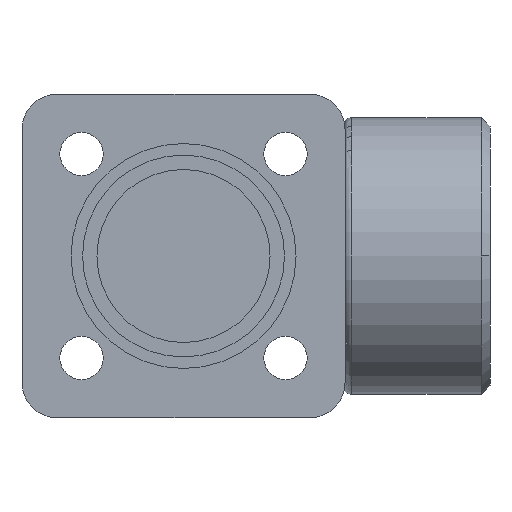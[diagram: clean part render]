
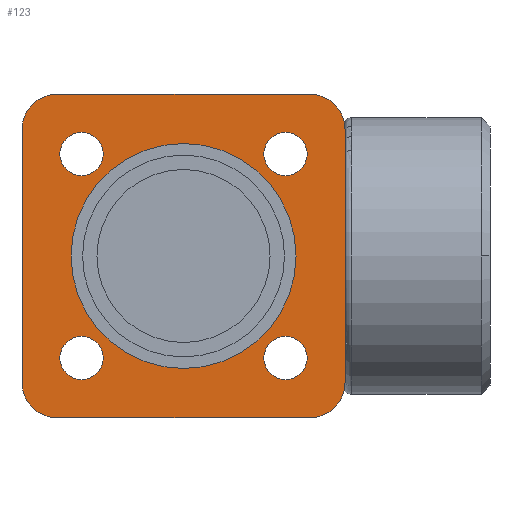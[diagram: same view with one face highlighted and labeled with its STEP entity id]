
A CAD part, front view. The second image highlights one B-rep face of the part: STEP entity #123.
In plain terms, the highlighted planar face has unit normal (0, -1, 0).
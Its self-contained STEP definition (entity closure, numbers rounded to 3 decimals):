
#123=ADVANCED_FACE('',(#236,#237,#238,#239,#240,#241),#242,.F.);
#236=FACE_BOUND('',#362,.T.);
#237=FACE_BOUND('',#363,.T.);
#238=FACE_BOUND('',#364,.T.);
#239=FACE_BOUND('',#365,.T.);
#240=FACE_BOUND('',#366,.T.);
#241=FACE_OUTER_BOUND('',#367,.T.);
#242=PLANE('',#368);
#362=EDGE_LOOP('',(#772,#773));
#363=EDGE_LOOP('',(#774,#775));
#364=EDGE_LOOP('',(#776,#777));
#365=EDGE_LOOP('',(#778,#779));
#366=EDGE_LOOP('',(#780,#781));
#367=EDGE_LOOP('',(#782,#783,#784,#785,#786,#787,#788,#789));
#368=AXIS2_PLACEMENT_3D('',#790,#791,#792);
#772=ORIENTED_EDGE('',*,*,#921,.T.);
#773=ORIENTED_EDGE('',*,*,#914,.T.);
#774=ORIENTED_EDGE('',*,*,#925,.T.);
#775=ORIENTED_EDGE('',*,*,#906,.T.);
#776=ORIENTED_EDGE('',*,*,#927,.T.);
#777=ORIENTED_EDGE('',*,*,#902,.T.);
#778=ORIENTED_EDGE('',*,*,#929,.T.);
#779=ORIENTED_EDGE('',*,*,#898,.T.);
#780=ORIENTED_EDGE('',*,*,#931,.T.);
#781=ORIENTED_EDGE('',*,*,#894,.T.);
#782=ORIENTED_EDGE('',*,*,#995,.T.);
#783=ORIENTED_EDGE('',*,*,#996,.F.);
#784=ORIENTED_EDGE('',*,*,#980,.T.);
#785=ORIENTED_EDGE('',*,*,#997,.F.);
#786=ORIENTED_EDGE('',*,*,#998,.F.);
#787=ORIENTED_EDGE('',*,*,#999,.F.);
#788=ORIENTED_EDGE('',*,*,#1000,.T.);
#789=ORIENTED_EDGE('',*,*,#1001,.F.);
#790=CARTESIAN_POINT('',(0.,0.0,0.0));
#791=DIRECTION('',(-0.0,1.0,0.));
#792=DIRECTION('',(1.0,0.0,0.0));
#894=EDGE_CURVE('',#1073,#1077,#1079,.T.);
#898=EDGE_CURVE('',#1081,#1085,#1087,.T.);
#902=EDGE_CURVE('',#1089,#1093,#1095,.T.);
#906=EDGE_CURVE('',#1097,#1101,#1103,.T.);
#914=EDGE_CURVE('',#1113,#1117,#1119,.T.);
#921=EDGE_CURVE('',#1117,#1113,#1130,.T.);
#925=EDGE_CURVE('',#1101,#1097,#1134,.T.);
#927=EDGE_CURVE('',#1093,#1089,#1136,.T.);
#929=EDGE_CURVE('',#1085,#1081,#1138,.T.);
#931=EDGE_CURVE('',#1077,#1073,#1140,.T.);
#980=EDGE_CURVE('',#1216,#1214,#1217,.T.);
#995=EDGE_CURVE('',#1240,#1241,#1242,.T.);
#996=EDGE_CURVE('',#1216,#1241,#1243,.T.);
#997=EDGE_CURVE('',#1244,#1214,#1245,.T.);
#998=EDGE_CURVE('',#1246,#1244,#1247,.T.);
#999=EDGE_CURVE('',#1248,#1246,#1249,.T.);
#1000=EDGE_CURVE('',#1248,#1250,#1251,.T.);
#1001=EDGE_CURVE('',#1240,#1250,#1252,.T.);
#1073=VERTEX_POINT('',#1464);
#1077=VERTEX_POINT('',#1469);
#1079=CIRCLE('',#1472,3.0);
#1081=VERTEX_POINT('',#1474);
#1085=VERTEX_POINT('',#1479);
#1087=CIRCLE('',#1482,3.0);
#1089=VERTEX_POINT('',#1484);
#1093=VERTEX_POINT('',#1489);
#1095=CIRCLE('',#1492,3.0);
#1097=VERTEX_POINT('',#1494);
#1101=VERTEX_POINT('',#1499);
#1103=CIRCLE('',#1502,3.0);
#1113=VERTEX_POINT('',#1514);
#1117=VERTEX_POINT('',#1519);
#1119=CIRCLE('',#1522,15.6);
#1130=CIRCLE('',#1535,15.6);
#1134=CIRCLE('',#1539,3.0);
#1136=CIRCLE('',#1541,3.0);
#1138=CIRCLE('',#1543,3.0);
#1140=CIRCLE('',#1545,3.0);
#1214=VERTEX_POINT('',#1736);
#1216=VERTEX_POINT('',#1739);
#1217=LINE('',#1740,#1741);
#1240=VERTEX_POINT('',#1774);
#1241=VERTEX_POINT('',#1775);
#1242=LINE('',#1776,#1777);
#1243=CIRCLE('',#1778,4.8);
#1244=VERTEX_POINT('',#1779);
#1245=CIRCLE('',#1780,4.8);
#1246=VERTEX_POINT('',#1781);
#1247=LINE('',#1782,#1783);
#1248=VERTEX_POINT('',#1784);
#1249=CIRCLE('',#1785,4.8);
#1250=VERTEX_POINT('',#1786);
#1251=LINE('',#1787,#1788);
#1252=CIRCLE('',#1789,4.8);
#1464=CARTESIAN_POINT('',(16.263,0.,-16.263));
#1469=CARTESIAN_POINT('',(12.021,0.,-12.021));
#1472=AXIS2_PLACEMENT_3D('',#1870,#1871,#1872);
#1474=CARTESIAN_POINT('',(-16.263,0.,-16.263));
#1479=CARTESIAN_POINT('',(-12.021,0.,-12.021));
#1482=AXIS2_PLACEMENT_3D('',#1878,#1879,#1880);
#1484=CARTESIAN_POINT('',(-16.263,0.,16.263));
#1489=CARTESIAN_POINT('',(-12.021,0.,12.021));
#1492=AXIS2_PLACEMENT_3D('',#1886,#1887,#1888);
#1494=CARTESIAN_POINT('',(16.263,0.,16.263));
#1499=CARTESIAN_POINT('',(12.021,0.,12.021));
#1502=AXIS2_PLACEMENT_3D('',#1894,#1895,#1896);
#1514=CARTESIAN_POINT('',(-15.6,0.,0.));
#1519=CARTESIAN_POINT('',(15.6,0.,0.));
#1522=AXIS2_PLACEMENT_3D('',#1910,#1911,#1912);
#1535=AXIS2_PLACEMENT_3D('',#1927,#1928,#1929);
#1539=AXIS2_PLACEMENT_3D('',#1939,#1940,#1941);
#1541=AXIS2_PLACEMENT_3D('',#1945,#1946,#1947);
#1543=AXIS2_PLACEMENT_3D('',#1951,#1952,#1953);
#1545=AXIS2_PLACEMENT_3D('',#1957,#1958,#1959);
#1736=CARTESIAN_POINT('',(22.4,0.,17.6));
#1739=CARTESIAN_POINT('',(22.4,0.,-17.6));
#1740=CARTESIAN_POINT('',(22.4,0.,-17.6));
#1741=VECTOR('',#2048,1.0);
#1774=CARTESIAN_POINT('',(-17.6,0.,-22.4));
#1775=CARTESIAN_POINT('',(17.6,0.,-22.4));
#1776=CARTESIAN_POINT('',(0.,0.,-22.4));
#1777=VECTOR('',#2071,1.0);
#1778=AXIS2_PLACEMENT_3D('',#2072,#2073,#2074);
#1779=CARTESIAN_POINT('',(17.6,0.,22.4));
#1780=AXIS2_PLACEMENT_3D('',#2075,#2076,#2077);
#1781=CARTESIAN_POINT('',(-17.6,0.,22.4));
#1782=CARTESIAN_POINT('',(0.,0.,22.4));
#1783=VECTOR('',#2078,1.0);
#1784=CARTESIAN_POINT('',(-22.4,0.,17.6));
#1785=AXIS2_PLACEMENT_3D('',#2079,#2080,#2081);
#1786=CARTESIAN_POINT('',(-22.4,0.,-17.6));
#1787=CARTESIAN_POINT('',(-22.4,0.,17.6));
#1788=VECTOR('',#2082,1.0);
#1789=AXIS2_PLACEMENT_3D('',#2083,#2084,#2085);
#1870=CARTESIAN_POINT('',(14.142,0.0,-14.142));
#1871=DIRECTION('',(0.0,1.0,0.));
#1872=DIRECTION('',(0.707,0.,-0.707));
#1878=CARTESIAN_POINT('',(-14.142,0.0,-14.142));
#1879=DIRECTION('',(0.0,1.0,0.));
#1880=DIRECTION('',(-0.707,0.,-0.707));
#1886=CARTESIAN_POINT('',(-14.142,0.0,14.142));
#1887=DIRECTION('',(0.0,1.0,0.));
#1888=DIRECTION('',(-0.707,0.,0.707));
#1894=CARTESIAN_POINT('',(14.142,0.0,14.142));
#1895=DIRECTION('',(0.0,1.0,0.));
#1896=DIRECTION('',(0.707,0.,0.707));
#1910=CARTESIAN_POINT('',(0.0,0.0,0.0));
#1911=DIRECTION('',(0.0,1.0,0.));
#1912=DIRECTION('',(-1.0,0.0,0.0));
#1927=CARTESIAN_POINT('',(0.0,0.0,0.0));
#1928=DIRECTION('',(0.0,1.0,0.));
#1929=DIRECTION('',(-1.0,0.0,0.0));
#1939=CARTESIAN_POINT('',(14.142,0.0,14.142));
#1940=DIRECTION('',(0.0,1.0,0.));
#1941=DIRECTION('',(0.707,0.,0.707));
#1945=CARTESIAN_POINT('',(-14.142,0.0,14.142));
#1946=DIRECTION('',(0.0,1.0,0.));
#1947=DIRECTION('',(-0.707,0.,0.707));
#1951=CARTESIAN_POINT('',(-14.142,0.0,-14.142));
#1952=DIRECTION('',(0.0,1.0,0.));
#1953=DIRECTION('',(-0.707,0.,-0.707));
#1957=CARTESIAN_POINT('',(14.142,0.0,-14.142));
#1958=DIRECTION('',(0.0,1.0,0.));
#1959=DIRECTION('',(0.707,0.,-0.707));
#2048=DIRECTION('',(0.,0.,1.0));
#2071=DIRECTION('',(1.0,0.,0.));
#2072=CARTESIAN_POINT('',(17.6,0.,-17.6));
#2073=DIRECTION('',(-0.0,1.0,0.));
#2074=DIRECTION('',(1.0,0.0,0.0));
#2075=CARTESIAN_POINT('',(17.6,0.,17.6));
#2076=DIRECTION('',(-0.0,1.0,0.));
#2077=DIRECTION('',(1.0,0.0,0.0));
#2078=DIRECTION('',(1.0,0.,0.));
#2079=CARTESIAN_POINT('',(-17.6,0.,17.6));
#2080=DIRECTION('',(-0.0,1.0,0.));
#2081=DIRECTION('',(1.0,0.0,0.0));
#2082=DIRECTION('',(0.,0.,-1.0));
#2083=CARTESIAN_POINT('',(-17.6,0.,-17.6));
#2084=DIRECTION('',(-0.0,1.0,0.));
#2085=DIRECTION('',(1.0,0.0,0.0));
